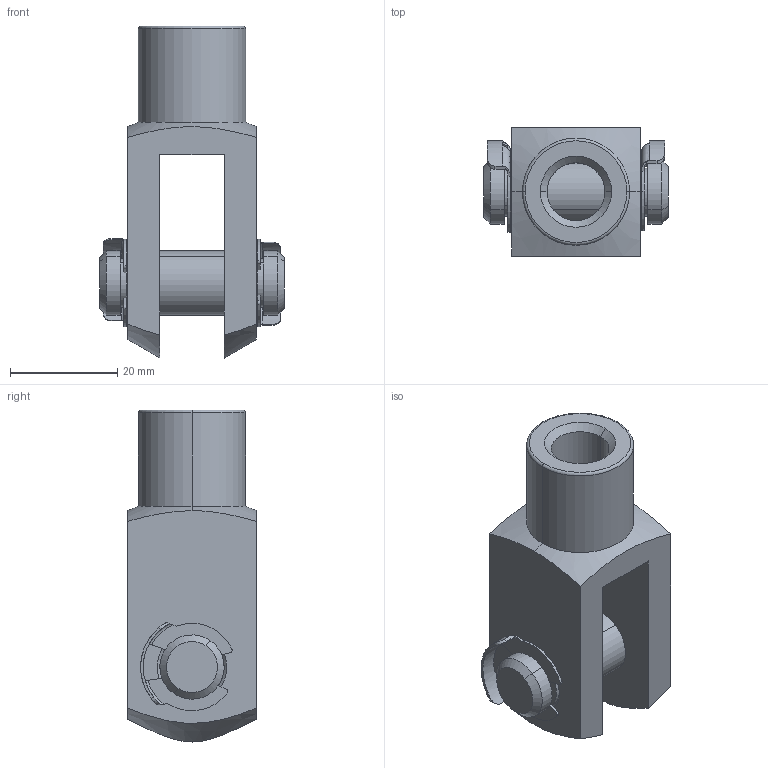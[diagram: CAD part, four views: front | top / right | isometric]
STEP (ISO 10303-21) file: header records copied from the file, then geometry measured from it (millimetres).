
FILE_DESCRIPTION (( 'STEP AP214' ), '1' );
FILE_NAME ('40 ÇB-RC.STEP', '2010-08-09T07:16:49', ( '' ), ( '' ), 'SwSTEP 2.0', 'SolidWorks 2010', '' );
FILE_SCHEMA (( 'AUTOMOTIVE_DESIGN' ));
Length unit declared in the file: millimetre
Products named in the file (4): 40  ÇATAL BAÐ. (RC); 40  荁  P軲輄Varsay齦an; 40  KLÝPS; 40  オ-RC
Assembly tree (4 placements, depth 2):
  40  オ-RC
    40  KLÝPS  x2
    40  ÇATAL BAÐ. (RC)
    40  荁  P軲輄Varsay齦an
Bounding box: 34.5 x 24 x 62 mm (x, y, z)
Volume: 19261.2 mm3; surface area: 9966.3 mm2
Topology: 4 solids, 4 shells, 121 faces, 301 edges, 192 vertices
Faces by surface type: cylinder 58, plane 38, cone 15, torus 10
Entity records: 2939 total; most frequent: CARTESIAN_POINT 745, DIRECTION 447, ORIENTED_EDGE 410, EDGE_CURVE 205, AXIS2_PLACEMENT_3D 182, VERTEX_POINT 130, EDGE_LOOP 95, CIRCLE 90
